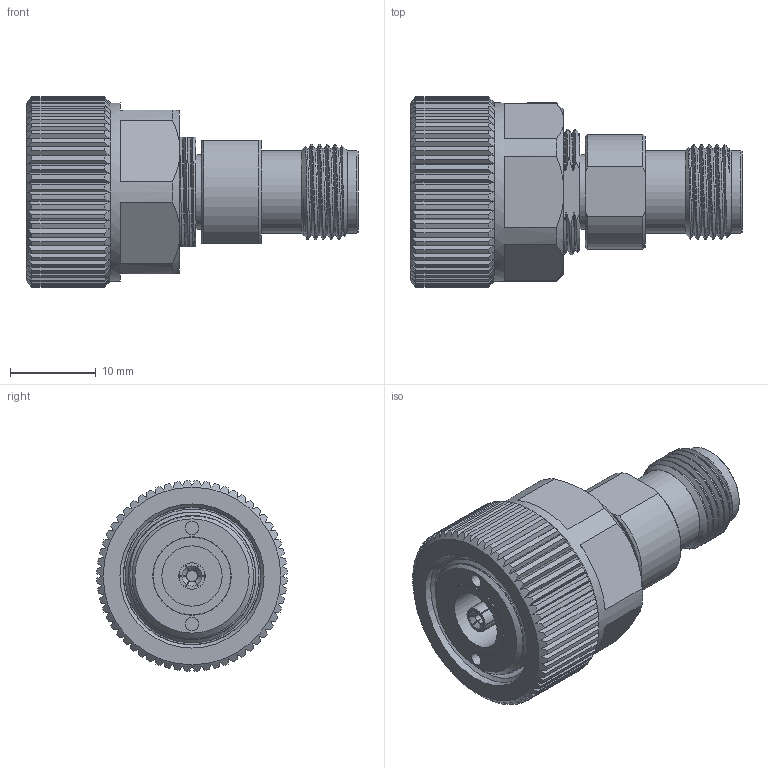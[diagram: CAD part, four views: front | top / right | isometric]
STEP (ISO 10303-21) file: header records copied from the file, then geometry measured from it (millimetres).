
FILE_DESCRIPTION (( 'STEP AP203' ), '1' );
FILE_NAME ('PE9218_3D.step', '2022-04-21T19:16:19', ( '' ), ( '' ), 'SwSTEP 2.0', 'SolidWorks 2021', '' );
FILE_SCHEMA (( 'CONFIG_CONTROL_DESIGN' ));
Length unit declared in the file: inch
Products named in the file (1): PE9218_3D
Bounding box: 38.61 x 22.13 x 22.13 mm (x, y, z)
Volume: 7343 mm3; surface area: 5132.5 mm2
Topology: 1 solids, 1 shells, 380 faces, 1062 edges, 703 vertices
Faces by surface type: plane 208, cylinder 96, bspline 41, cone 35
Full cylindrical faces by diameter (mm): 1.32 x1, 1.346 x1, 1.524 x2, 1.854 x1, 3.05 x1, 4.572 x1, 7 x1, 8.636 x1, 9.032 x1, 9.134 x1, 9.652 x2, 15.951 x1, 16.002 x2, 16.764 x1, 20.777 x1
Entity records: 24386 total; most frequent: CARTESIAN_POINT 15668, ORIENTED_EDGE 2022, DIRECTION 1503, EDGE_CURVE 1011, VERTEX_POINT 683, AXIS2_PLACEMENT_3D 589, EDGE_LOOP 426, FACE_OUTER_BOUND 396
